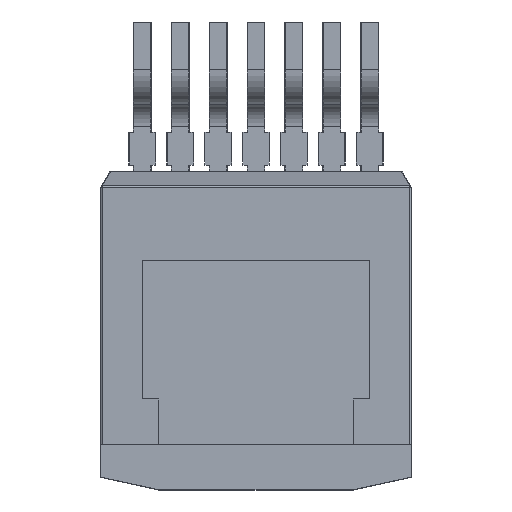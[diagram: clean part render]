
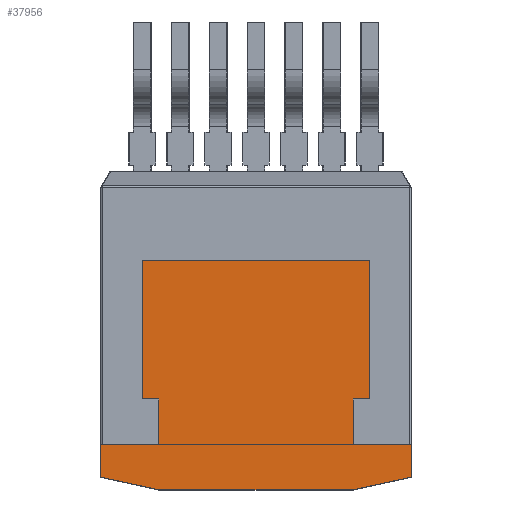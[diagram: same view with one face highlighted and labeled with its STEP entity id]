
A CAD part, front view. The second image highlights one B-rep face of the part: STEP entity #37956.
In plain terms, the highlighted planar face has unit normal (0, -1, 0).
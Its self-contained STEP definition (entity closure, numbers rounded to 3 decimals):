
#141 = EDGE_CURVE ( 'NONE', #14367, #39037, #12955, .T. ) ;
#686 = CARTESIAN_POINT ( 'NONE',  ( -3.81, -0.001, -3.051 ) ) ;
#1409 = VECTOR ( 'NONE', #38647, 1000. ) ;
#1702 = CARTESIAN_POINT ( 'NONE',  ( 3.81, -0.001, -3.051 ) ) ;
#1967 = CARTESIAN_POINT ( 'NONE',  ( -3.81, -0.001, -3.051 ) ) ;
#2132 = CARTESIAN_POINT ( 'NONE',  ( -3.25, -0.001, -4.575 ) ) ;
#2916 = CARTESIAN_POINT ( 'NONE',  ( -3.25, -0.001, -4.575 ) ) ;
#3705 = VERTEX_POINT ( 'NONE', #15304 ) ;
#4803 = VECTOR ( 'NONE', #11659, 1000. ) ;
#4910 = ORIENTED_EDGE ( 'NONE', *, *, #14816, .T. ) ;
#4913 = LINE ( 'NONE', #25052, #28372 ) ;
#5077 = VECTOR ( 'NONE', #18843, 1000. ) ;
#5760 = VECTOR ( 'NONE', #16694, 1000. ) ;
#5798 = EDGE_LOOP ( 'NONE', ( #21117, #31764, #23790, #17988, #10523, #15864, #38037, #28904, #14692, #29545, #22873, #39256, #4910, #30664 ) ) ;
#6609 = CARTESIAN_POINT ( 'NONE',  ( 0., -0.001, 0. ) ) ;
#6742 = DIRECTION ( 'NONE',  ( 0.977, 0., 0.212 ) ) ;
#6755 = LINE ( 'NONE', #2916, #22047 ) ;
#6771 = DIRECTION ( 'NONE',  ( 1., 0., 0. ) ) ;
#7125 = EDGE_CURVE ( 'NONE', #9192, #10713, #30163, .T. ) ;
#7239 = CARTESIAN_POINT ( 'NONE',  ( 5.196, -0.001, -5.666 ) ) ;
#7361 = CARTESIAN_POINT ( 'NONE',  ( 3.25, -0.001, -4.575 ) ) ;
#7425 = VERTEX_POINT ( 'NONE', #36872 ) ;
#7952 = VERTEX_POINT ( 'NONE', #7239 ) ;
#8491 = CARTESIAN_POINT ( 'NONE',  ( -5.2, -0.001, -4.575 ) ) ;
#8988 = VERTEX_POINT ( 'NONE', #35920 ) ;
#9192 = VERTEX_POINT ( 'NONE', #686 ) ;
#9717 = DIRECTION ( 'NONE',  ( 0., 0., -1. ) ) ;
#10021 = EDGE_CURVE ( 'NONE', #18187, #7425, #18698, .T. ) ;
#10039 = EDGE_CURVE ( 'NONE', #3705, #9192, #33989, .T. ) ;
#10306 = CARTESIAN_POINT ( 'NONE',  ( 3.81, -0.001, -3.051 ) ) ;
#10387 = VECTOR ( 'NONE', #16222, 1000. ) ;
#10523 = ORIENTED_EDGE ( 'NONE', *, *, #26343, .T. ) ;
#10613 = DIRECTION ( 'NONE',  ( 1., 0., 0. ) ) ;
#10713 = VERTEX_POINT ( 'NONE', #31999 ) ;
#10913 = LINE ( 'NONE', #31353, #34342 ) ;
#11202 = VERTEX_POINT ( 'NONE', #20872 ) ;
#11659 = DIRECTION ( 'NONE',  ( 0., 0., -1. ) ) ;
#11812 = LINE ( 'NONE', #33312, #27137 ) ;
#12161 = DIRECTION ( 'NONE',  ( 0., 0., -1. ) ) ;
#12690 = EDGE_CURVE ( 'NONE', #7952, #14289, #34788, .T. ) ;
#12955 = LINE ( 'NONE', #14752, #4803 ) ;
#13219 = EDGE_CURVE ( 'NONE', #30733, #8988, #25031, .T. ) ;
#14157 = DIRECTION ( 'NONE',  ( 0., 0., 1. ) ) ;
#14289 = VERTEX_POINT ( 'NONE', #18885 ) ;
#14325 = CARTESIAN_POINT ( 'NONE',  ( 5.2, -0.001, -4.575 ) ) ;
#14367 = VERTEX_POINT ( 'NONE', #34910 ) ;
#14445 = VECTOR ( 'NONE', #35740, 1000. ) ;
#14692 = ORIENTED_EDGE ( 'NONE', *, *, #7125, .T. ) ;
#14752 = CARTESIAN_POINT ( 'NONE',  ( -5.196, -0.001, -5.675 ) ) ;
#14816 = EDGE_CURVE ( 'NONE', #39037, #28248, #29494, .T. ) ;
#15304 = CARTESIAN_POINT ( 'NONE',  ( -3.81, -0.001, 1.597 ) ) ;
#15864 = ORIENTED_EDGE ( 'NONE', *, *, #10021, .T. ) ;
#16222 = DIRECTION ( 'NONE',  ( 0., 0., 1. ) ) ;
#16694 = DIRECTION ( 'NONE',  ( 1., 0., 0. ) ) ;
#16904 = VECTOR ( 'NONE', #18743, 1000. ) ;
#17669 = VECTOR ( 'NONE', #29871, 1000. ) ;
#17746 = VECTOR ( 'NONE', #14157, 1000. ) ;
#17872 = FACE_OUTER_BOUND ( 'NONE', #5798, .T. ) ;
#17988 = ORIENTED_EDGE ( 'NONE', *, *, #13219, .T. ) ;
#18187 = VERTEX_POINT ( 'NONE', #10306 ) ;
#18698 = LINE ( 'NONE', #1702, #17746 ) ;
#18743 = DIRECTION ( 'NONE',  ( 0., 0., 1. ) ) ;
#18843 = DIRECTION ( 'NONE',  ( 0.977, 0., -0.212 ) ) ;
#18885 = CARTESIAN_POINT ( 'NONE',  ( 5.196, -0.001, -4.575 ) ) ;
#20872 = CARTESIAN_POINT ( 'NONE',  ( 3.249, -0.001, -6.089 ) ) ;
#21117 = ORIENTED_EDGE ( 'NONE', *, *, #33278, .T. ) ;
#21764 = CARTESIAN_POINT ( 'NONE',  ( -3.248, -0.001, -6.089 ) ) ;
#22047 = VECTOR ( 'NONE', #12161, 1000. ) ;
#22318 = AXIS2_PLACEMENT_3D ( 'NONE', #6609, #28000, #9717 ) ;
#22557 = VECTOR ( 'NONE', #10613, 1000. ) ;
#22873 = ORIENTED_EDGE ( 'NONE', *, *, #35001, .T. ) ;
#23790 = ORIENTED_EDGE ( 'NONE', *, *, #33546, .T. ) ;
#25031 = LINE ( 'NONE', #27829, #16904 ) ;
#25052 = CARTESIAN_POINT ( 'NONE',  ( 5.198, -0.001, -5.665 ) ) ;
#25328 = EDGE_CURVE ( 'NONE', #28248, #11202, #30691, .T. ) ;
#25549 = VERTEX_POINT ( 'NONE', #2132 ) ;
#26343 = EDGE_CURVE ( 'NONE', #8988, #18187, #10913, .T. ) ;
#27053 = CARTESIAN_POINT ( 'NONE',  ( -3.249, -0.001, -6.089 ) ) ;
#27137 = VECTOR ( 'NONE', #36415, 1000. ) ;
#27829 = CARTESIAN_POINT ( 'NONE',  ( 3.25, -0.001, -4.575 ) ) ;
#28000 = DIRECTION ( 'NONE',  ( 0., -1., 0. ) ) ;
#28248 = VERTEX_POINT ( 'NONE', #27053 ) ;
#28372 = VECTOR ( 'NONE', #6742, 1000. ) ;
#28895 = EDGE_CURVE ( 'NONE', #10713, #25549, #6755, .T. ) ;
#28904 = ORIENTED_EDGE ( 'NONE', *, *, #10039, .T. ) ;
#29494 = LINE ( 'NONE', #21764, #5077 ) ;
#29545 = ORIENTED_EDGE ( 'NONE', *, *, #28895, .T. ) ;
#29871 = DIRECTION ( 'NONE',  ( -1., 0., 0. ) ) ;
#30163 = LINE ( 'NONE', #31935, #5760 ) ;
#30664 = ORIENTED_EDGE ( 'NONE', *, *, #25328, .T. ) ;
#30691 = LINE ( 'NONE', #37864, #22557 ) ;
#30700 = LINE ( 'NONE', #14325, #14445 ) ;
#30733 = VERTEX_POINT ( 'NONE', #7361 ) ;
#31353 = CARTESIAN_POINT ( 'NONE',  ( 3.25, -0.001, -3.051 ) ) ;
#31764 = ORIENTED_EDGE ( 'NONE', *, *, #12690, .T. ) ;
#31935 = CARTESIAN_POINT ( 'NONE',  ( -3.25, -0.001, -3.051 ) ) ;
#31999 = CARTESIAN_POINT ( 'NONE',  ( -3.25, -0.001, -3.051 ) ) ;
#33278 = EDGE_CURVE ( 'NONE', #11202, #7952, #4913, .T. ) ;
#33312 = CARTESIAN_POINT ( 'NONE',  ( -3.81, -0.001, 1.597 ) ) ;
#33546 = EDGE_CURVE ( 'NONE', #14289, #30733, #30700, .T. ) ;
#33905 = LINE ( 'NONE', #8491, #17669 ) ;
#33989 = LINE ( 'NONE', #1967, #1409 ) ;
#34342 = VECTOR ( 'NONE', #6771, 1000. ) ;
#34549 = CARTESIAN_POINT ( 'NONE',  ( 5.196, -0.001, -4.575 ) ) ;
#34788 = LINE ( 'NONE', #34549, #10387 ) ;
#34910 = CARTESIAN_POINT ( 'NONE',  ( -5.196, -0.001, -4.575 ) ) ;
#35001 = EDGE_CURVE ( 'NONE', #25549, #14367, #33905, .T. ) ;
#35740 = DIRECTION ( 'NONE',  ( -1., 0., 0. ) ) ;
#35920 = CARTESIAN_POINT ( 'NONE',  ( 3.25, -0.001, -3.051 ) ) ;
#36415 = DIRECTION ( 'NONE',  ( -1., 0., 0. ) ) ;
#36668 = EDGE_CURVE ( 'NONE', #7425, #3705, #11812, .T. ) ;
#36872 = CARTESIAN_POINT ( 'NONE',  ( 3.81, -0.001, 1.597 ) ) ;
#36979 = PLANE ( 'NONE',  #22318 ) ;
#37864 = CARTESIAN_POINT ( 'NONE',  ( 3.25, -0.001, -6.089 ) ) ;
#37956 = ADVANCED_FACE ( 'NONE', ( #17872 ), #36979, .T. ) ;
#38037 = ORIENTED_EDGE ( 'NONE', *, *, #36668, .T. ) ;
#38647 = DIRECTION ( 'NONE',  ( 0., 0., -1. ) ) ;
#39037 = VERTEX_POINT ( 'NONE', #39386 ) ;
#39256 = ORIENTED_EDGE ( 'NONE', *, *, #141, .T. ) ;
#39386 = CARTESIAN_POINT ( 'NONE',  ( -5.196, -0.001, -5.666 ) ) ;
